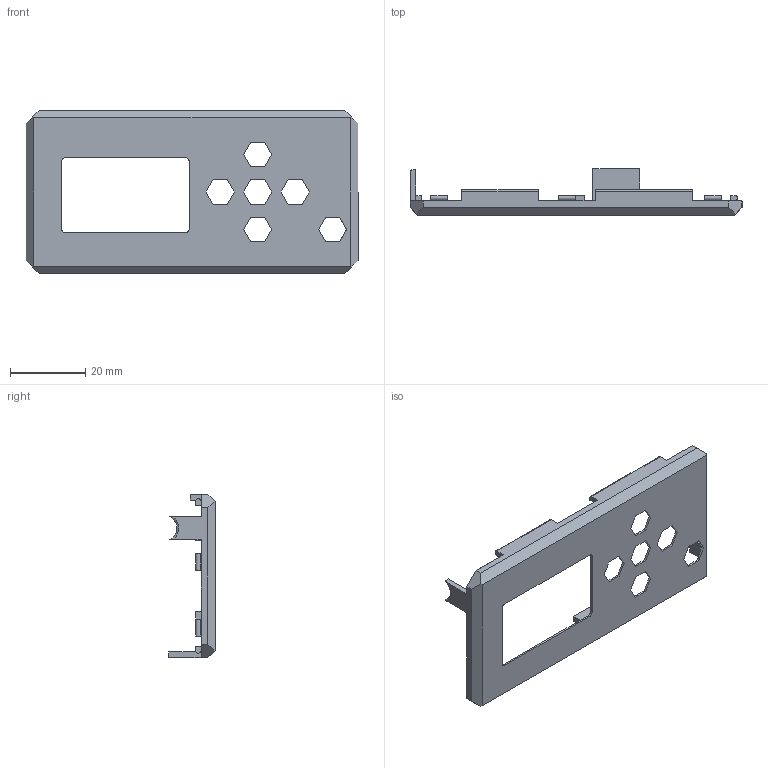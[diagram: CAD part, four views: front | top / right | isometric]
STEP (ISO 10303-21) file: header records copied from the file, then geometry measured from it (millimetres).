
FILE_DESCRIPTION (( 'STEP AP214' ), '1' );
FILE_NAME ('Top_Shell.STEP', '2026-02-11T04:17:07', ( '' ), ( '' ), 'SwSTEP 2.0', 'SolidWorks 2020', '' );
FILE_SCHEMA (( 'AUTOMOTIVE_DESIGN' ));
Length unit declared in the file: millimetre
Products named in the file (1): Top_Shell
Bounding box: 88.5 x 12.45 x 43.5 mm (x, y, z)
Volume: 3242.5 mm3; surface area: 8182 mm2
Topology: 1 solids, 1 shells, 174 faces, 493 edges, 320 vertices
Faces by surface type: plane 146, cylinder 27, torus 1
Entity records: 5614 total; most frequent: CARTESIAN_POINT 1028, ORIENTED_EDGE 986, DIRECTION 880, EDGE_CURVE 493, LINE 440, VECTOR 440, VERTEX_POINT 320, AXIS2_PLACEMENT_3D 220
